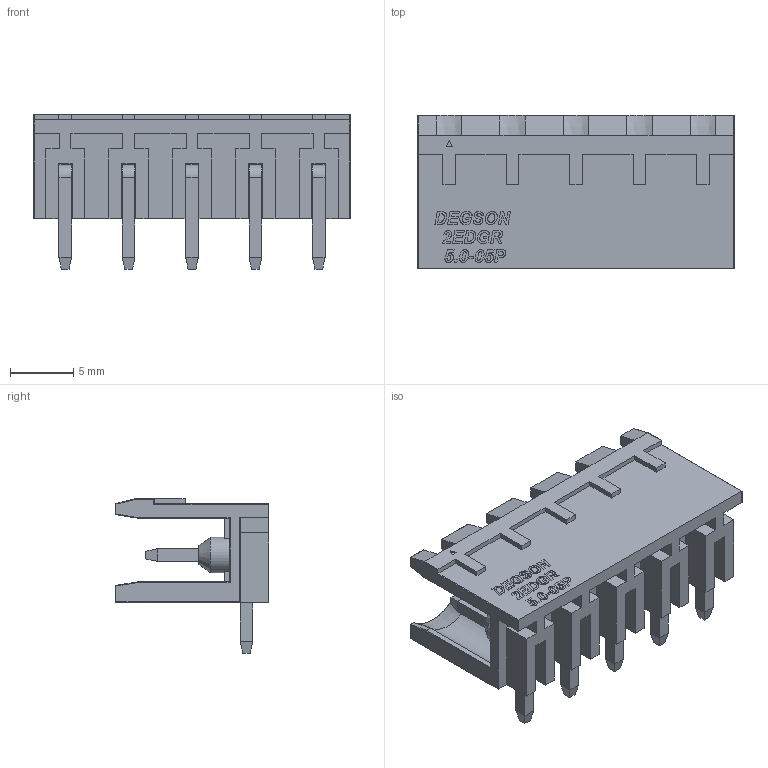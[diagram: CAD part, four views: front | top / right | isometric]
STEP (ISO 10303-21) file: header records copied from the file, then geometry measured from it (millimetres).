
FILE_DESCRIPTION (( 'STEP AP214' ), '1' );
FILE_NAME ('2EDGR-5.0-05P-14-00AH.STEP', '2021-02-12T18:59:36', ( '' ), ( '' ), 'SwSTEP 2.0', 'SolidWorks 2020', '' );
FILE_SCHEMA (( 'AUTOMOTIVE_DESIGN' ));
Length unit declared in the file: millimetre
Products named in the file (1): 2EDGR-5.0-05P-14-00AH
Bounding box: 25 x 12.1 x 12.2 mm (x, y, z)
Volume: 1018.3 mm3; surface area: 2125.7 mm2
Topology: 1 solids, 1 shells, 652 faces, 1719 edges, 1094 vertices
Faces by surface type: plane 416, bspline 140, cylinder 65, cone 15, torus 10, sphere 6
Entity records: 30894 total; most frequent: CARTESIAN_POINT 11882, ORIENTED_EDGE 3426, DIRECTION 2540, EDGE_CURVE 1713, LINE 1264, VECTOR 1264, VERTEX_POINT 1094, EDGE_LOOP 683
